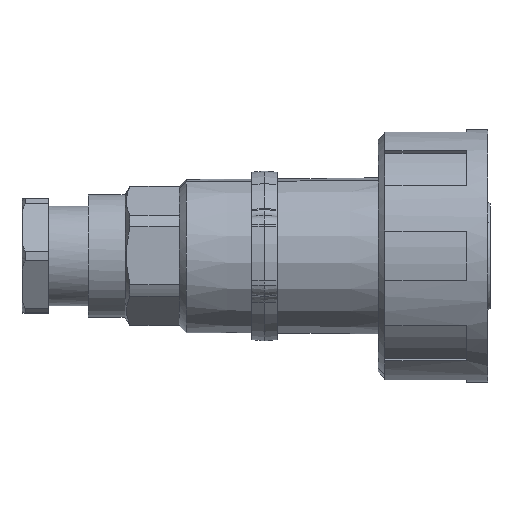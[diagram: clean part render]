
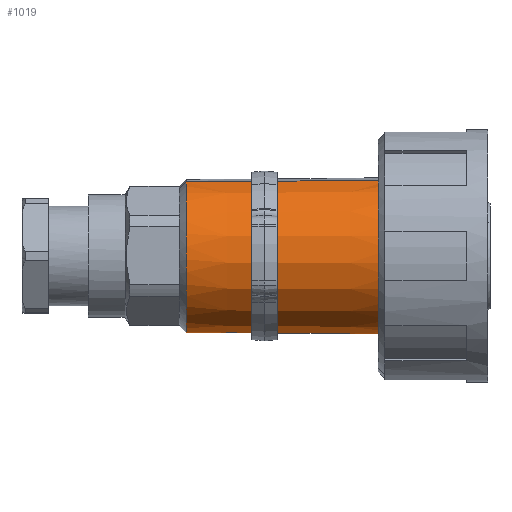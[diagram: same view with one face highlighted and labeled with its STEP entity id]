
A CAD part, top view. The second image highlights one B-rep face of the part: STEP entity #1019.
In plain terms, the highlighted conical face has half-angle 0.495 degrees and reference radius 11.545 mm.
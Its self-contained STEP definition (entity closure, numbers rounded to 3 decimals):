
#1019=ADVANCED_FACE('',(#3814),#3815,.T.);
#3814=FACE_OUTER_BOUND('',#7579,.T.);
#3815=CONICAL_SURFACE('',#7580,11.545,0.009);
#7579=EDGE_LOOP('',(#16545,#16546,#16547,#16548,#16549));
#7580=AXIS2_PLACEMENT_3D('',#16550,#16551,#16552);
#16545=ORIENTED_EDGE('',*,*,#25636,.F.);
#16546=ORIENTED_EDGE('',*,*,#25637,.T.);
#16547=ORIENTED_EDGE('',*,*,#25638,.T.);
#16548=ORIENTED_EDGE('',*,*,#25639,.F.);
#16549=ORIENTED_EDGE('',*,*,#25640,.F.);
#16550=CARTESIAN_POINT('',(-37.912,0.,0.0));
#16551=DIRECTION('',(1.0,0.,0.));
#16552=DIRECTION('',(0.,0.965,0.261));
#25636=EDGE_CURVE('',#29767,#29768,#29769,.T.);
#25637=EDGE_CURVE('',#29767,#29770,#29771,.T.);
#25638=EDGE_CURVE('',#29770,#29772,#29773,.T.);
#25639=EDGE_CURVE('',#29774,#29772,#29775,.T.);
#25640=EDGE_CURVE('',#29768,#29774,#29776,.T.);
#29767=VERTEX_POINT('',#36806);
#29768=VERTEX_POINT('',#36807);
#29769=LINE('',#36808,#36809);
#29770=VERTEX_POINT('',#36810);
#29771=CIRCLE('',#36811,11.523);
#29772=VERTEX_POINT('',#36812);
#29773=CIRCLE('',#36813,11.523);
#29774=VERTEX_POINT('',#36814);
#29775=LINE('',#36815,#36816);
#29776=CIRCLE('',#36817,11.788);
#36806=CARTESIAN_POINT('',(-40.491,11.124,3.006));
#36807=CARTESIAN_POINT('',(-9.78,11.38,3.075));
#36808=CARTESIAN_POINT('',(-37.912,11.145,3.011));
#36809=VECTOR('',#61291,1.0);
#36810=CARTESIAN_POINT('',(-40.491,-11.523,0.));
#36811=AXIS2_PLACEMENT_3D('',#61292,#61293,#61294);
#36812=CARTESIAN_POINT('',(-40.491,-11.124,-3.006));
#36813=AXIS2_PLACEMENT_3D('',#61295,#61296,#61297);
#36814=CARTESIAN_POINT('',(-9.78,-11.38,-3.075));
#36815=CARTESIAN_POINT('',(-37.912,-11.145,-3.011));
#36816=VECTOR('',#61298,1.0);
#36817=AXIS2_PLACEMENT_3D('',#61299,#61300,#61301);
#61291=DIRECTION('',(1.,0.008,0.002));
#61292=CARTESIAN_POINT('',(-40.491,0.0,0.0));
#61293=DIRECTION('',(1.0,0.0,0.0));
#61294=DIRECTION('',(0.0,1.0,0.0));
#61295=CARTESIAN_POINT('',(-40.491,0.0,0.0));
#61296=DIRECTION('',(1.0,0.0,0.0));
#61297=DIRECTION('',(0.0,1.0,0.0));
#61298=DIRECTION('',(-1.,0.008,0.002));
#61299=CARTESIAN_POINT('',(-9.78,0.0,0.0));
#61300=DIRECTION('',(1.0,0.0,0.0));
#61301=DIRECTION('',(0.0,1.0,0.0));
